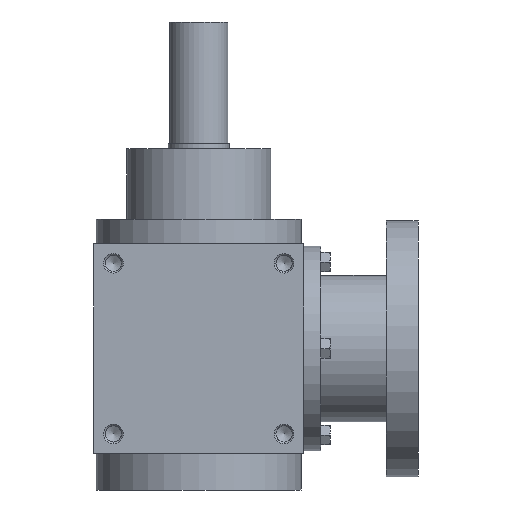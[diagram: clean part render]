
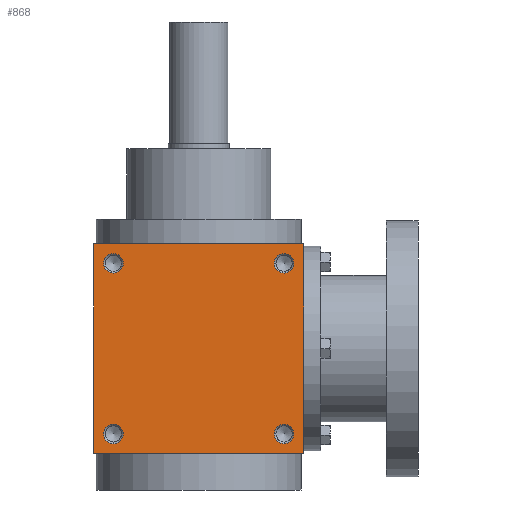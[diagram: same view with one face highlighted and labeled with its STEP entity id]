
A CAD part, front view. The second image highlights one B-rep face of the part: STEP entity #868.
In plain terms, the highlighted planar face has unit normal (0, -1, 0).
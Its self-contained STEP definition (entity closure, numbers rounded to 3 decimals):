
#868 = ADVANCED_FACE( '', ( #1855, #1856, #1857, #1858, #1859 ), #1860, .F. );
#1855 = FACE_BOUND( '', #2858, .T. );
#1856 = FACE_BOUND( '', #2859, .T. );
#1857 = FACE_BOUND( '', #2860, .T. );
#1858 = FACE_BOUND( '', #2861, .T. );
#1859 = FACE_OUTER_BOUND( '', #2862, .T. );
#1860 = PLANE( '', #2863 );
#2858 = EDGE_LOOP( '', ( #4845 ) );
#2859 = EDGE_LOOP( '', ( #4846 ) );
#2860 = EDGE_LOOP( '', ( #4847 ) );
#2861 = EDGE_LOOP( '', ( #4848 ) );
#2862 = EDGE_LOOP( '', ( #4849, #4850, #4851, #4852 ) );
#2863 = AXIS2_PLACEMENT_3D( '', #4853, #4854, #4855 );
#4845 = ORIENTED_EDGE( '', *, *, #5661, .T. );
#4846 = ORIENTED_EDGE( '', *, *, #5332, .T. );
#4847 = ORIENTED_EDGE( '', *, *, #5347, .F. );
#4848 = ORIENTED_EDGE( '', *, *, #5836, .F. );
#4849 = ORIENTED_EDGE( '', *, *, #5837, .T. );
#4850 = ORIENTED_EDGE( '', *, *, #5132, .F. );
#4851 = ORIENTED_EDGE( '', *, *, #5559, .F. );
#4852 = ORIENTED_EDGE( '', *, *, #5806, .T. );
#4853 = CARTESIAN_POINT( '', ( -43., -43., 43. ) );
#4854 = DIRECTION( '', ( 0., 1., 0. ) );
#4855 = DIRECTION( '', ( 0., 0., 1. ) );
#5132 = EDGE_CURVE( '', #5970, #5965, #5972, .T. );
#5332 = EDGE_CURVE( '', #6303, #6303, #6304, .T. );
#5347 = EDGE_CURVE( '', #6326, #6326, #6327, .T. );
#5559 = EDGE_CURVE( '', #6635, #5970, #6637, .T. );
#5661 = EDGE_CURVE( '', #6780, #6780, #6781, .T. );
#5806 = EDGE_CURVE( '', #6635, #6957, #6959, .T. );
#5836 = EDGE_CURVE( '', #6989, #6989, #6990, .T. );
#5837 = EDGE_CURVE( '', #6957, #5965, #6991, .T. );
#5965 = VERTEX_POINT( '', #7216 );
#5970 = VERTEX_POINT( '', #7223 );
#5972 = LINE( '', #7226, #7227 );
#6303 = VERTEX_POINT( '', #7620 );
#6304 = CIRCLE( '', #7621, 4. );
#6326 = VERTEX_POINT( '', #7651 );
#6327 = CIRCLE( '', #7652, 4. );
#6635 = VERTEX_POINT( '', #8035 );
#6637 = LINE( '', #8038, #8039 );
#6780 = VERTEX_POINT( '', #8232 );
#6781 = CIRCLE( '', #8233, 4. );
#6957 = VERTEX_POINT( '', #8473 );
#6959 = LINE( '', #8476, #8477 );
#6989 = VERTEX_POINT( '', #8515 );
#6990 = CIRCLE( '', #8516, 4. );
#6991 = LINE( '', #8517, #8518 );
#7216 = CARTESIAN_POINT( '', ( 43., -43., -43. ) );
#7223 = CARTESIAN_POINT( '', ( 43., -43., 43. ) );
#7226 = CARTESIAN_POINT( '', ( 43., -43., 43. ) );
#7227 = VECTOR( '', #8618, 1000. );
#7620 = CARTESIAN_POINT( '', ( -35., -43., 39. ) );
#7621 = AXIS2_PLACEMENT_3D( '', #8939, #8940, #8941 );
#7651 = CARTESIAN_POINT( '', ( 35., -43., -39. ) );
#7652 = AXIS2_PLACEMENT_3D( '', #8960, #8961, #8962 );
#8035 = CARTESIAN_POINT( '', ( -43., -43., 43. ) );
#8038 = CARTESIAN_POINT( '', ( -43., -43., 43. ) );
#8039 = VECTOR( '', #9250, 1000. );
#8232 = CARTESIAN_POINT( '', ( -35., -43., -31. ) );
#8233 = AXIS2_PLACEMENT_3D( '', #9343, #9344, #9345 );
#8473 = CARTESIAN_POINT( '', ( -43., -43., -43. ) );
#8476 = CARTESIAN_POINT( '', ( -43., -43., 43. ) );
#8477 = VECTOR( '', #9486, 1000. );
#8515 = CARTESIAN_POINT( '', ( 35., -43., 31. ) );
#8516 = AXIS2_PLACEMENT_3D( '', #9505, #9506, #9507 );
#8517 = CARTESIAN_POINT( '', ( -43., -43., -43. ) );
#8518 = VECTOR( '', #9508, 1000. );
#8618 = DIRECTION( '', ( 0., 0., -1. ) );
#8939 = CARTESIAN_POINT( '', ( -35., -43., 35. ) );
#8940 = DIRECTION( '', ( 0., 1., 0. ) );
#8941 = DIRECTION( '', ( 0., 0., 1. ) );
#8960 = CARTESIAN_POINT( '', ( 35., -43., -35. ) );
#8961 = DIRECTION( '', ( 0., -1., 0. ) );
#8962 = DIRECTION( '', ( 0., 0., -1. ) );
#9250 = DIRECTION( '', ( 1., 0., 0. ) );
#9343 = CARTESIAN_POINT( '', ( -35., -43., -35. ) );
#9344 = DIRECTION( '', ( 0., 1., 0. ) );
#9345 = DIRECTION( '', ( 0., 0., 1. ) );
#9486 = DIRECTION( '', ( 0., 0., -1. ) );
#9505 = CARTESIAN_POINT( '', ( 35., -43., 35. ) );
#9506 = DIRECTION( '', ( 0., -1., 0. ) );
#9507 = DIRECTION( '', ( 0., 0., -1. ) );
#9508 = DIRECTION( '', ( 1., 0., 0. ) );
